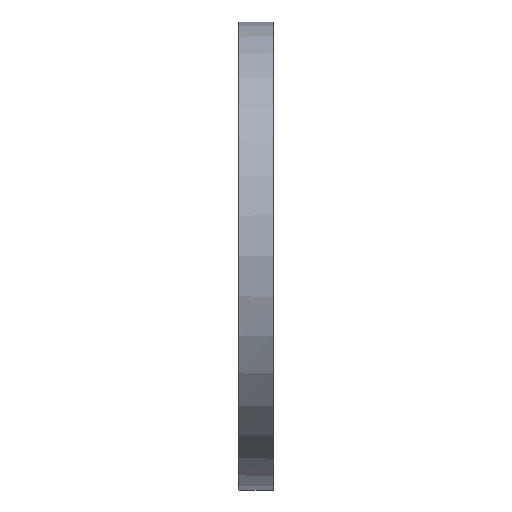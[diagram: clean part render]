
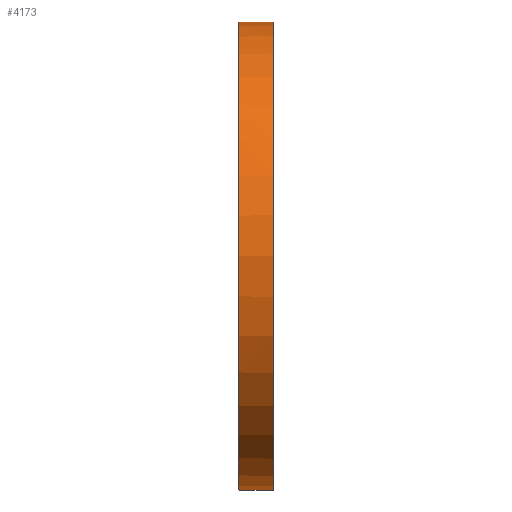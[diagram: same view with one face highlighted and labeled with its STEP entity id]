
A CAD part, left-side view. The second image highlights one B-rep face of the part: STEP entity #4173.
In plain terms, the highlighted cylindrical face has radius 184.15 mm (diameter 368.3 mm), a partial arc.
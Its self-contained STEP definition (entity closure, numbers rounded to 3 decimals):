
#170 = ORIENTED_EDGE ( 'NONE', *, *, #3538, .T. ) ;
#380 = DIRECTION ( 'NONE',  ( 0., 1., 0. ) ) ;
#386 = VECTOR ( 'NONE', #7405, 1000. ) ;
#775 = EDGE_CURVE ( 'NONE', #2167, #5504, #4149, .T. ) ;
#881 = DIRECTION ( 'NONE',  ( 0., 0., -1. ) ) ;
#1184 = EDGE_CURVE ( 'NONE', #3293, #2167, #6522, .T. ) ;
#1450 = DIRECTION ( 'NONE',  ( 0., -1., 0. ) ) ;
#1545 = EDGE_CURVE ( 'NONE', #5655, #4916, #5283, .T. ) ;
#1557 = VERTEX_POINT ( 'NONE', #1596 ) ;
#1596 = CARTESIAN_POINT ( 'NONE',  ( 0., 0.5, -184.15 ) ) ;
#1600 = CARTESIAN_POINT ( 'NONE',  ( 0., 26.7, 0. ) ) ;
#1612 = DIRECTION ( 'NONE',  ( 0., 0., 1. ) ) ;
#1621 = DIRECTION ( 'NONE',  ( 0., 1., 0. ) ) ;
#1670 = CARTESIAN_POINT ( 'NONE',  ( 0., 0.5, 184.15 ) ) ;
#1747 = LINE ( 'NONE', #5607, #386 ) ;
#1841 = CARTESIAN_POINT ( 'NONE',  ( 0., 26.7, -184.15 ) ) ;
#1863 = CYLINDRICAL_SURFACE ( 'NONE', #6789, 184.15 ) ;
#2167 = VERTEX_POINT ( 'NONE', #3312 ) ;
#2297 = ORIENTED_EDGE ( 'NONE', *, *, #775, .F. ) ;
#2504 = VERTEX_POINT ( 'NONE', #4184 ) ;
#2541 = VERTEX_POINT ( 'NONE', #3743 ) ;
#2572 = ORIENTED_EDGE ( 'NONE', *, *, #1184, .F. ) ;
#2586 = CARTESIAN_POINT ( 'NONE',  ( 0., -20.091, 0. ) ) ;
#2625 = CARTESIAN_POINT ( 'NONE',  ( 0., 27.5, 0. ) ) ;
#2695 = DIRECTION ( 'NONE',  ( 0., 0., 1. ) ) ;
#2742 = CARTESIAN_POINT ( 'NONE',  ( 0., 26.7, 0. ) ) ;
#2751 = DIRECTION ( 'NONE',  ( 0., 1., 0. ) ) ;
#2802 = CARTESIAN_POINT ( 'NONE',  ( -1.5, 26.7, 184.144 ) ) ;
#2865 = LINE ( 'NONE', #3321, #6005 ) ;
#2923 = ORIENTED_EDGE ( 'NONE', *, *, #5316, .T. ) ;
#2997 = ORIENTED_EDGE ( 'NONE', *, *, #3642, .T. ) ;
#3184 = DIRECTION ( 'NONE',  ( 0., 0., -1. ) ) ;
#3293 = VERTEX_POINT ( 'NONE', #2802 ) ;
#3312 = CARTESIAN_POINT ( 'NONE',  ( 0., 26.7, 184.15 ) ) ;
#3321 = CARTESIAN_POINT ( 'NONE',  ( -1.5, -20.091, -184.144 ) ) ;
#3538 = EDGE_CURVE ( 'NONE', #2541, #4916, #2865, .T. ) ;
#3631 = CARTESIAN_POINT ( 'NONE',  ( -1.5, -20.091, 184.144 ) ) ;
#3642 = EDGE_CURVE ( 'NONE', #3293, #2504, #7027, .T. ) ;
#3743 = CARTESIAN_POINT ( 'NONE',  ( -1.5, 27.5, -184.144 ) ) ;
#3772 = CARTESIAN_POINT ( 'NONE',  ( 0., 0.5, 0. ) ) ;
#3781 = CARTESIAN_POINT ( 'NONE',  ( -1.5, 26.7, -184.144 ) ) ;
#3880 = DIRECTION ( 'NONE',  ( 0., 1., 0. ) ) ;
#3940 = CIRCLE ( 'NONE', #5271, 184.15 ) ;
#3989 = ORIENTED_EDGE ( 'NONE', *, *, #5400, .T. ) ;
#4149 = LINE ( 'NONE', #6258, #5742 ) ;
#4173 = ADVANCED_FACE ( 'NONE', ( #5097 ), #1863, .T. ) ;
#4184 = CARTESIAN_POINT ( 'NONE',  ( -1.5, 27.5, 184.144 ) ) ;
#4335 = DIRECTION ( 'NONE',  ( 0., -1., 0. ) ) ;
#4385 = DIRECTION ( 'NONE',  ( 0., 0., 1. ) ) ;
#4916 = VERTEX_POINT ( 'NONE', #3781 ) ;
#4990 = ORIENTED_EDGE ( 'NONE', *, *, #1545, .F. ) ;
#5097 = FACE_OUTER_BOUND ( 'NONE', #7349, .T. ) ;
#5271 = AXIS2_PLACEMENT_3D ( 'NONE', #3772, #380, #4385 ) ;
#5283 = CIRCLE ( 'NONE', #5589, 184.15 ) ;
#5294 = AXIS2_PLACEMENT_3D ( 'NONE', #2742, #2751, #2695 ) ;
#5296 = EDGE_CURVE ( 'NONE', #2504, #2541, #5533, .T. ) ;
#5316 = EDGE_CURVE ( 'NONE', #1557, #5504, #3940, .T. ) ;
#5321 = AXIS2_PLACEMENT_3D ( 'NONE', #2625, #6744, #3184 ) ;
#5400 = EDGE_CURVE ( 'NONE', #5655, #1557, #1747, .T. ) ;
#5504 = VERTEX_POINT ( 'NONE', #1670 ) ;
#5533 = CIRCLE ( 'NONE', #5321, 184.15 ) ;
#5589 = AXIS2_PLACEMENT_3D ( 'NONE', #1600, #1621, #1612 ) ;
#5607 = CARTESIAN_POINT ( 'NONE',  ( 0., -20.091, -184.15 ) ) ;
#5655 = VERTEX_POINT ( 'NONE', #1841 ) ;
#5742 = VECTOR ( 'NONE', #6406, 1000. ) ;
#6005 = VECTOR ( 'NONE', #4335, 1000. ) ;
#6258 = CARTESIAN_POINT ( 'NONE',  ( 0., -20.091, 184.15 ) ) ;
#6406 = DIRECTION ( 'NONE',  ( 0., -1., 0. ) ) ;
#6522 = CIRCLE ( 'NONE', #5294, 184.15 ) ;
#6744 = DIRECTION ( 'NONE',  ( 0., -1., 0. ) ) ;
#6789 = AXIS2_PLACEMENT_3D ( 'NONE', #2586, #1450, #881 ) ;
#6844 = VECTOR ( 'NONE', #3880, 1000. ) ;
#7027 = LINE ( 'NONE', #3631, #6844 ) ;
#7349 = EDGE_LOOP ( 'NONE', ( #2297, #2572, #2997, #7350, #170, #4990, #3989, #2923 ) ) ;
#7350 = ORIENTED_EDGE ( 'NONE', *, *, #5296, .T. ) ;
#7405 = DIRECTION ( 'NONE',  ( 0., -1., 0. ) ) ;
